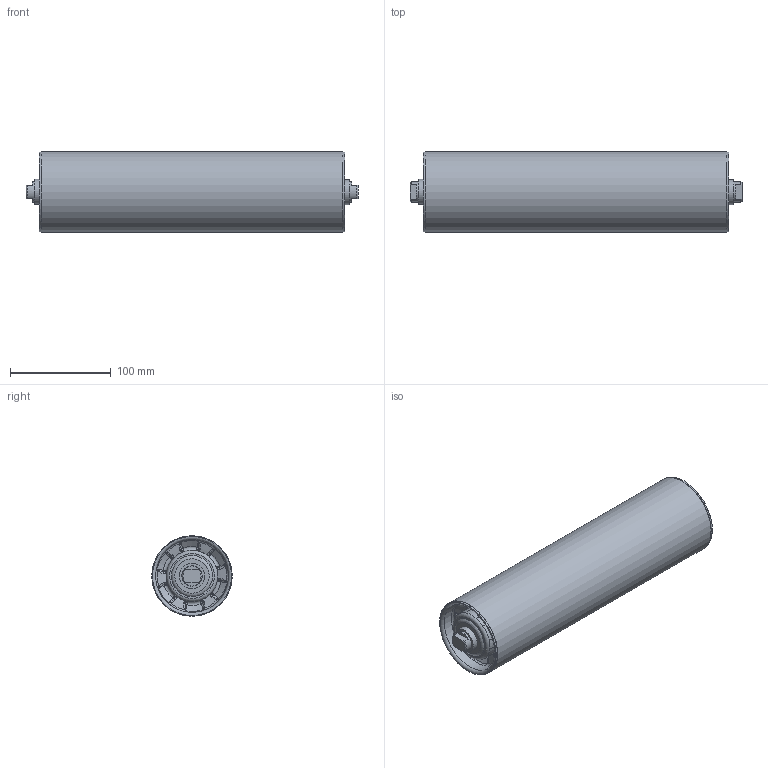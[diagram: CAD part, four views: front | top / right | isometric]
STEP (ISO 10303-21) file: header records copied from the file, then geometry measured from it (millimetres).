
FILE_DESCRIPTION((''),'2;1');
FILE_NAME('ALFOTEC_TR2_80x2,0_ST_A20_ML300_AL330_SW.stp',('ALFOTEC GmbH'),'Die Weitergabe, Vervielfaeltigung und Verwertung der technischen Zeichnung ist nur mit ausdruecklicher Einwilligung des Urhebers gestattet. Technische Aenderungen sowie bei Verstoessen Ansprueche auf Schadenersatz (auch fuer den Fall einer Patent-, Gebra');
FILE_SCHEMA(('CONFIG_CONTROL_DESIGN'));
Length unit declared in the file: millimetre
Products named in the file (1): TR_Shrinkwrap_1
Bounding box: 330 x 80 x 80 mm (x, y, z)
Volume: 1459246 mm3; surface area: 100885.2 mm2
Topology: 1 solids, 1 shells, 285 faces, 715 edges, 420 vertices
Faces by surface type: bspline 144, plane 46, cylinder 35, torus 32, cone 28
Full cylindrical faces by diameter (mm): 20 x2, 20.2 x2, 25 x2, 72.5 x2, 79.5 x2, 80 x1
Entity records: 13073 total; most frequent: CARTESIAN_POINT 7024, ORIENTED_EDGE 1328, DIRECTION 956, EDGE_CURVE 664, AXIS2_PLACEMENT_3D 446, VERTEX_POINT 412, EDGE_LOOP 316, CIRCLE 304
